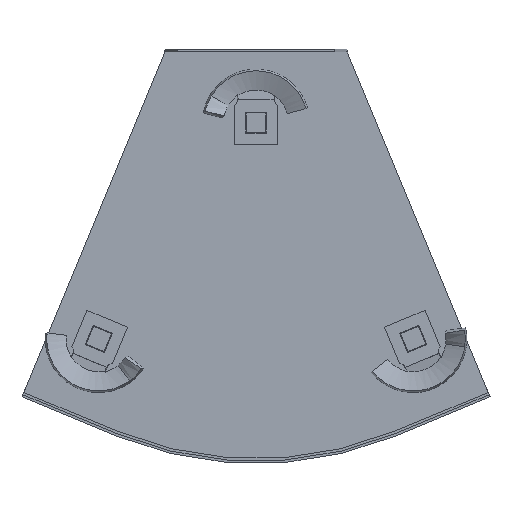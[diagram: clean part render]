
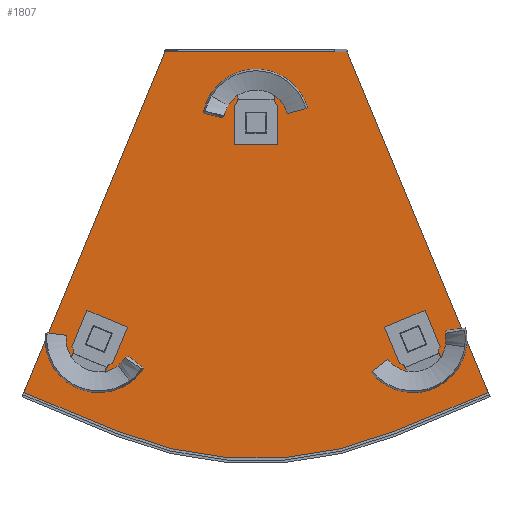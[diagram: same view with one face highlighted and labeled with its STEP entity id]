
A CAD part, front view. The second image highlights one B-rep face of the part: STEP entity #1807.
In plain terms, the highlighted planar face has unit normal (0, -1, 0).
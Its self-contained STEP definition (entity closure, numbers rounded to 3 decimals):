
#69 = FACE_OUTER_BOUND ( 'NONE', #1210, .T. ) ;
#70 = PLANE ( 'NONE',  #1286 ) ;
#79 = AXIS2_PLACEMENT_3D ( 'NONE', #2552, #1693, #3409 ) ;
#105 = EDGE_CURVE ( 'NONE', #5605, #5145, #600, .T. ) ;
#297 = CARTESIAN_POINT ( 'NONE',  ( 64.467, -1., -129.969 ) ) ;
#303 = CARTESIAN_POINT ( 'NONE',  ( -56.857, -1., -167.762 ) ) ;
#318 = CARTESIAN_POINT ( 'NONE',  ( 37.56, -1., -12.953 ) ) ;
#345 = CARTESIAN_POINT ( 'NONE',  ( 0., -1., -33.05 ) ) ;
#389 = CARTESIAN_POINT ( 'NONE',  ( 37.75, -1., -13.27 ) ) ;
#399 = ORIENTED_EDGE ( 'NONE', *, *, #3437, .F. ) ;
#538 = ORIENTED_EDGE ( 'NONE', *, *, #1204, .F. ) ;
#546 = CARTESIAN_POINT ( 'NONE',  ( -37.75, -1., -13.27 ) ) ;
#586 = ORIENTED_EDGE ( 'NONE', *, *, #3982, .F. ) ;
#587 = CARTESIAN_POINT ( 'NONE',  ( -37.655, -1., -13.112 ) ) ;
#591 = CARTESIAN_POINT ( 'NONE',  ( 64.467, -1., -121.719 ) ) ;
#600 = LINE ( 'NONE', #303, #2143 ) ;
#637 = CIRCLE ( 'NONE', #2178, 8.25 ) ;
#702 = LINE ( 'NONE', #1790, #5507 ) ;
#722 = CARTESIAN_POINT ( 'NONE',  ( 37.278, -1., -12.27 ) ) ;
#741 = DIRECTION ( 'NONE',  ( 0., -1., 0. ) ) ;
#773 = CIRCLE ( 'NONE', #5722, 8.25 ) ;
#783 = VERTEX_POINT ( 'NONE', #591 ) ;
#855 = CARTESIAN_POINT ( 'NONE',  ( 0., -1., -49.55 ) ) ;
#892 = VERTEX_POINT ( 'NONE', #1223 ) ;
#920 = CARTESIAN_POINT ( 'NONE',  ( 0., -1., -30.578 ) ) ;
#971 = FACE_BOUND ( 'NONE', #5227, .T. ) ;
#990 = CARTESIAN_POINT ( 'NONE',  ( -37.331, -1., -12.448 ) ) ;
#1058 = ORIENTED_EDGE ( 'NONE', *, *, #4927, .F. ) ;
#1096 = EDGE_LOOP ( 'NONE', ( #4160, #1845 ) ) ;
#1104 = DIRECTION ( 'NONE',  ( 0., 0., 1. ) ) ;
#1156 = DIRECTION ( 'NONE',  ( 0., -1., 0. ) ) ;
#1204 = EDGE_CURVE ( 'NONE', #1304, #5605, #1487, .T. ) ;
#1210 = EDGE_LOOP ( 'NONE', ( #586, #2579, #1940, #3485, #3596, #3551, #538, #2247 ) ) ;
#1223 = CARTESIAN_POINT ( 'NONE',  ( 64.467, -1., -138.219 ) ) ;
#1227 = CARTESIAN_POINT ( 'NONE',  ( 37.331, -1., -12.448 ) ) ;
#1262 = CIRCLE ( 'NONE', #2290, 8.25 ) ;
#1270 = CARTESIAN_POINT ( 'NONE',  ( -95.195, -1., -151.873 ) ) ;
#1286 = AXIS2_PLACEMENT_3D ( 'NONE', #920, #3587, #1894 ) ;
#1304 = VERTEX_POINT ( 'NONE', #5345 ) ;
#1310 = ORIENTED_EDGE ( 'NONE', *, *, #2540, .F. ) ;
#1314 = B_SPLINE_CURVE_WITH_KNOTS ( 'NONE', 3,
 ( #389, #3962, #318, #3438, #1227, #4625 ),
 .UNSPECIFIED., .F., .F.,
 ( 4, 2, 4 ),
 ( 0.003, 0.003, 0.004 ),
 .UNSPECIFIED. ) ;
#1350 = DIRECTION ( 'NONE',  ( 0., 1., 0. ) ) ;
#1370 = CARTESIAN_POINT ( 'NONE',  ( -64.467, -1., -129.969 ) ) ;
#1450 = VERTEX_POINT ( 'NONE', #722 ) ;
#1487 = CIRCLE ( 'NONE', #5317, 148.5 ) ;
#1497 = CARTESIAN_POINT ( 'NONE',  ( 95.195, -1., -151.873 ) ) ;
#1563 = VECTOR ( 'NONE', #2401, 1000. ) ;
#1653 = CARTESIAN_POINT ( 'NONE',  ( -64.467, -1., -138.219 ) ) ;
#1654 = LINE ( 'NONE', #1270, #3425 ) ;
#1693 = DIRECTION ( 'NONE',  ( 0., -1., 0. ) ) ;
#1753 = LINE ( 'NONE', #4241, #5768 ) ;
#1790 = CARTESIAN_POINT ( 'NONE',  ( 0., -1., -12.27 ) ) ;
#1794 = VERTEX_POINT ( 'NONE', #4908 ) ;
#1807 = ADVANCED_FACE ( 'NONE', ( #971, #2228, #2449, #69 ), #70, .F. ) ;
#1845 = ORIENTED_EDGE ( 'NONE', *, *, #2782, .F. ) ;
#1894 = DIRECTION ( 'NONE',  ( 0., 0., 1. ) ) ;
#1940 = ORIENTED_EDGE ( 'NONE', *, *, #2133, .F. ) ;
#1963 = CIRCLE ( 'NONE', #5029, 8.25 ) ;
#2067 = DIRECTION ( 'NONE',  ( 0., 0., 1. ) ) ;
#2133 = EDGE_CURVE ( 'NONE', #3250, #1450, #702, .T. ) ;
#2143 = VECTOR ( 'NONE', #2539, 1000. ) ;
#2178 = AXIS2_PLACEMENT_3D ( 'NONE', #4210, #1156, #4662 ) ;
#2206 = DIRECTION ( 'NONE',  ( 0., 0., 1. ) ) ;
#2228 = FACE_BOUND ( 'NONE', #5688, .T. ) ;
#2247 = ORIENTED_EDGE ( 'NONE', *, *, #5282, .F. ) ;
#2277 = EDGE_CURVE ( 'NONE', #2623, #3613, #637, .T. ) ;
#2290 = AXIS2_PLACEMENT_3D ( 'NONE', #297, #741, #2067 ) ;
#2352 = VERTEX_POINT ( 'NONE', #2922 ) ;
#2401 = DIRECTION ( 'NONE',  ( -0.924, 0., -0.383 ) ) ;
#2449 = FACE_BOUND ( 'NONE', #1096, .T. ) ;
#2539 = DIRECTION ( 'NONE',  ( -0.924, 0., 0.383 ) ) ;
#2540 = EDGE_CURVE ( 'NONE', #5512, #5624, #2940, .T. ) ;
#2552 = CARTESIAN_POINT ( 'NONE',  ( 0., -1., -41.3 ) ) ;
#2579 = ORIENTED_EDGE ( 'NONE', *, *, #5366, .T. ) ;
#2623 = VERTEX_POINT ( 'NONE', #3875 ) ;
#2665 = CARTESIAN_POINT ( 'NONE',  ( -37.278, -1., -12.27 ) ) ;
#2687 = AXIS2_PLACEMENT_3D ( 'NONE', #4569, #3585, #5034 ) ;
#2782 = EDGE_CURVE ( 'NONE', #3613, #2623, #773, .T. ) ;
#2818 = CARTESIAN_POINT ( 'NONE',  ( -37.399, -1., -12.621 ) ) ;
#2922 = CARTESIAN_POINT ( 'NONE',  ( 37.75, -1., -13.27 ) ) ;
#2927 = CIRCLE ( 'NONE', #2687, 8.25 ) ;
#2940 = CIRCLE ( 'NONE', #79, 8.25 ) ;
#3164 = CARTESIAN_POINT ( 'NONE',  ( -95.195, -1., -151.873 ) ) ;
#3167 = CARTESIAN_POINT ( 'NONE',  ( 0., -1., -30.578 ) ) ;
#3250 = VERTEX_POINT ( 'NONE', #2665 ) ;
#3380 = EDGE_CURVE ( 'NONE', #4152, #3250, #3391, .T. ) ;
#3391 = B_SPLINE_CURVE_WITH_KNOTS ( 'NONE', 3,
 ( #546, #587, #3666, #2818, #990, #5500 ),
 .UNSPECIFIED., .F., .F.,
 ( 4, 2, 4 ),
 ( 0.003, 0.003, 0.004 ),
 .UNSPECIFIED. ) ;
#3409 = DIRECTION ( 'NONE',  ( 0., 0., 1. ) ) ;
#3422 = CARTESIAN_POINT ( 'NONE',  ( -56.857, -1., -167.762 ) ) ;
#3425 = VECTOR ( 'NONE', #4841, 1000. ) ;
#3437 = EDGE_CURVE ( 'NONE', #783, #892, #2927, .T. ) ;
#3438 = CARTESIAN_POINT ( 'NONE',  ( 37.399, -1., -12.621 ) ) ;
#3485 = ORIENTED_EDGE ( 'NONE', *, *, #3380, .F. ) ;
#3539 = EDGE_CURVE ( 'NONE', #892, #783, #1262, .T. ) ;
#3551 = ORIENTED_EDGE ( 'NONE', *, *, #105, .F. ) ;
#3576 = DIRECTION ( 'NONE',  ( 0., -1., 0. ) ) ;
#3585 = DIRECTION ( 'NONE',  ( 0., -1., 0. ) ) ;
#3587 = DIRECTION ( 'NONE',  ( 0., 1., 0. ) ) ;
#3596 = ORIENTED_EDGE ( 'NONE', *, *, #5734, .F. ) ;
#3613 = VERTEX_POINT ( 'NONE', #1653 ) ;
#3666 = CARTESIAN_POINT ( 'NONE',  ( -37.56, -1., -12.953 ) ) ;
#3805 = DIRECTION ( 'NONE',  ( 0.383, 0., -0.924 ) ) ;
#3875 = CARTESIAN_POINT ( 'NONE',  ( -64.467, -1., -121.719 ) ) ;
#3962 = CARTESIAN_POINT ( 'NONE',  ( 37.655, -1., -13.112 ) ) ;
#3982 = EDGE_CURVE ( 'NONE', #2352, #1794, #1753, .T. ) ;
#4061 = ORIENTED_EDGE ( 'NONE', *, *, #3539, .F. ) ;
#4136 = CARTESIAN_POINT ( 'NONE',  ( 0., -1., -41.3 ) ) ;
#4152 = VERTEX_POINT ( 'NONE', #4355 ) ;
#4160 = ORIENTED_EDGE ( 'NONE', *, *, #2277, .F. ) ;
#4210 = CARTESIAN_POINT ( 'NONE',  ( -64.467, -1., -129.969 ) ) ;
#4241 = CARTESIAN_POINT ( 'NONE',  ( 32.25, -1., 0. ) ) ;
#4355 = CARTESIAN_POINT ( 'NONE',  ( -37.75, -1., -13.27 ) ) ;
#4569 = CARTESIAN_POINT ( 'NONE',  ( 64.467, -1., -129.969 ) ) ;
#4588 = DIRECTION ( 'NONE',  ( 0., -1., 0. ) ) ;
#4625 = CARTESIAN_POINT ( 'NONE',  ( 37.278, -1., -12.27 ) ) ;
#4662 = DIRECTION ( 'NONE',  ( 0., 0., 1. ) ) ;
#4841 = DIRECTION ( 'NONE',  ( 0.383, 0., 0.924 ) ) ;
#4889 = DIRECTION ( 'NONE',  ( 1., 0., 0. ) ) ;
#4908 = CARTESIAN_POINT ( 'NONE',  ( 95.195, -1., -151.873 ) ) ;
#4927 = EDGE_CURVE ( 'NONE', #5624, #5512, #1963, .T. ) ;
#4967 = LINE ( 'NONE', #1497, #1563 ) ;
#5029 = AXIS2_PLACEMENT_3D ( 'NONE', #4136, #4588, #1104 ) ;
#5034 = DIRECTION ( 'NONE',  ( 0., 0., 1. ) ) ;
#5145 = VERTEX_POINT ( 'NONE', #3164 ) ;
#5227 = EDGE_LOOP ( 'NONE', ( #1058, #1310 ) ) ;
#5282 = EDGE_CURVE ( 'NONE', #1794, #1304, #4967, .T. ) ;
#5317 = AXIS2_PLACEMENT_3D ( 'NONE', #3167, #1350, #2206 ) ;
#5343 = DIRECTION ( 'NONE',  ( 0., 0., 1. ) ) ;
#5345 = CARTESIAN_POINT ( 'NONE',  ( 56.857, -1., -167.762 ) ) ;
#5366 = EDGE_CURVE ( 'NONE', #2352, #1450, #1314, .T. ) ;
#5500 = CARTESIAN_POINT ( 'NONE',  ( -37.278, -1., -12.27 ) ) ;
#5507 = VECTOR ( 'NONE', #4889, 1000. ) ;
#5512 = VERTEX_POINT ( 'NONE', #855 ) ;
#5605 = VERTEX_POINT ( 'NONE', #3422 ) ;
#5624 = VERTEX_POINT ( 'NONE', #345 ) ;
#5688 = EDGE_LOOP ( 'NONE', ( #399, #4061 ) ) ;
#5722 = AXIS2_PLACEMENT_3D ( 'NONE', #1370, #3576, #5343 ) ;
#5734 = EDGE_CURVE ( 'NONE', #5145, #4152, #1654, .T. ) ;
#5768 = VECTOR ( 'NONE', #3805, 1000. ) ;
